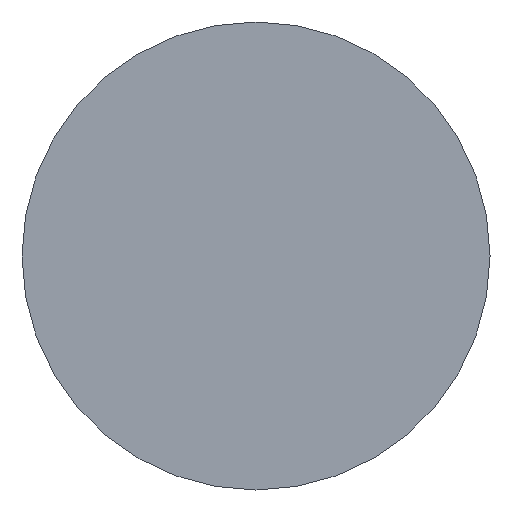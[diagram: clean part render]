
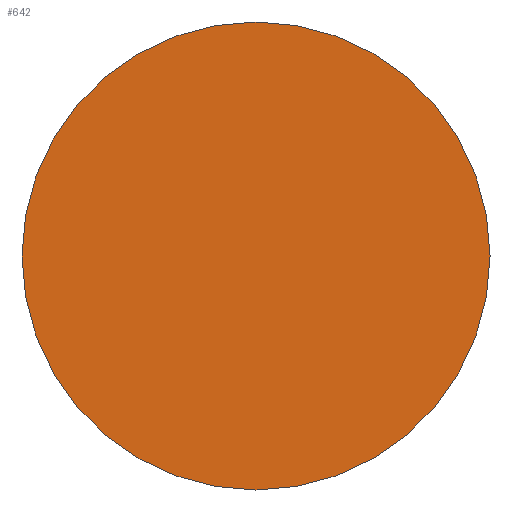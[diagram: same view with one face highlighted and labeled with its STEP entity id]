
A CAD part, front view. The second image highlights one B-rep face of the part: STEP entity #642.
In plain terms, the highlighted planar face has unit normal (0, -1, 0).
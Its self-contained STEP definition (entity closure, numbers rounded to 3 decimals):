
#149=PLANE('',#712);
#179=FACE_OUTER_BOUND('',#226,.T.);
#226=EDGE_LOOP('',(#611));
#240=CIRCLE('',#673,46.);
#267=VERTEX_POINT('',#877);
#337=EDGE_CURVE('',#267,#267,#240,.T.);
#611=ORIENTED_EDGE('',*,*,#337,.T.);
#642=ADVANCED_FACE('',(#179),#149,.F.);
#673=AXIS2_PLACEMENT_3D('',#878,#747,#748);
#712=AXIS2_PLACEMENT_3D('',#1899,#846,#847);
#747=DIRECTION('center_axis',(0.,-1.,0.));
#748=DIRECTION('ref_axis',(1.,0.,0.));
#846=DIRECTION('center_axis',(0.,1.,0.));
#847=DIRECTION('ref_axis',(1.,0.,0.));
#877=CARTESIAN_POINT('',(-46.,-1.5,0.));
#878=CARTESIAN_POINT('Origin',(0.,-1.5,0.));
#1899=CARTESIAN_POINT('Origin',(0.,-1.5,0.));
